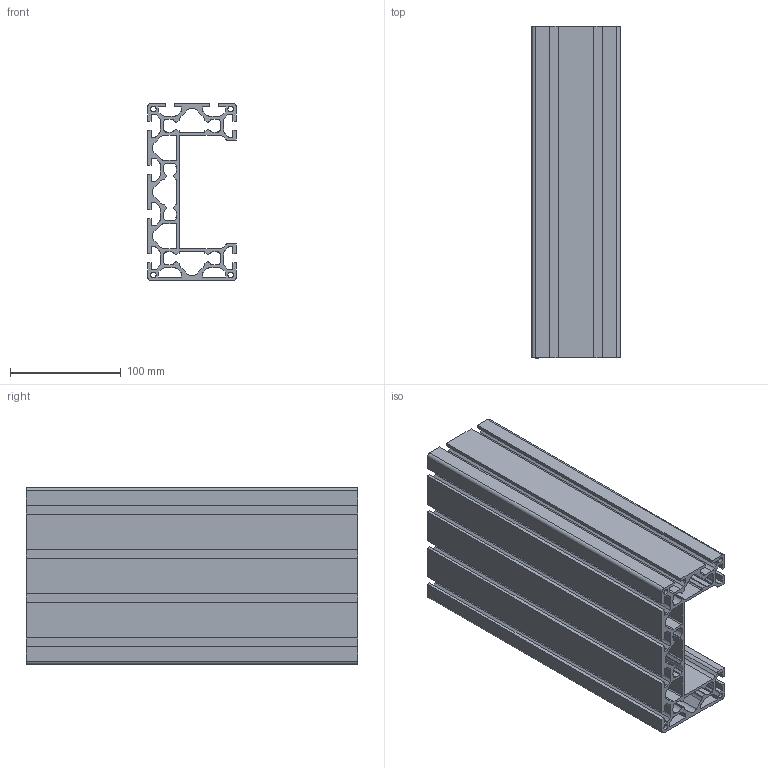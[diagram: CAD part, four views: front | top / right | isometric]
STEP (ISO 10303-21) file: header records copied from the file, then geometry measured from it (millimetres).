
FILE_DESCRIPTION (( 'STEP AP214' ), '1' );
FILE_NAME ('1727980016978.step', '2024-10-03T18:27:00', ( 'Windows User' ), ( '' ), 'SwSTEP 2.0', 'SolidWorks 2011', '' );
FILE_SCHEMA (( 'AUTOMOTIVE_DESIGN' ));
Length unit declared in the file: millimetre
Products named in the file (2): 1727980016978; 1.11.080160.89SPx300.00(1)
Assembly tree (1 placements, depth 2):
  1727980016978
    1.11.080160.89SPx300.00(1)
Bounding box: 80 x 300 x 160 mm (x, y, z)
Volume: 841347.8 mm3; surface area: 509540.4 mm2
Topology: 1 solids, 1 shells, 369 faces, 1101 edges, 734 vertices
Faces by surface type: cylinder 208, plane 161
Entity records: 12661 total; most frequent: DIRECTION 2263, CARTESIAN_POINT 2208, ORIENTED_EDGE 2202, EDGE_CURVE 1101, AXIS2_PLACEMENT_3D 789, VERTEX_POINT 734, LINE 685, VECTOR 685
